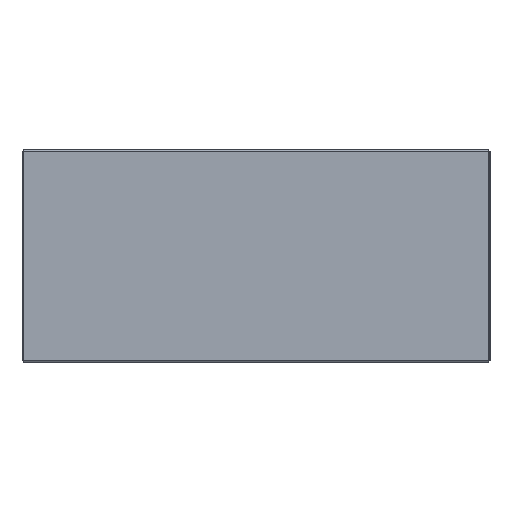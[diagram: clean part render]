
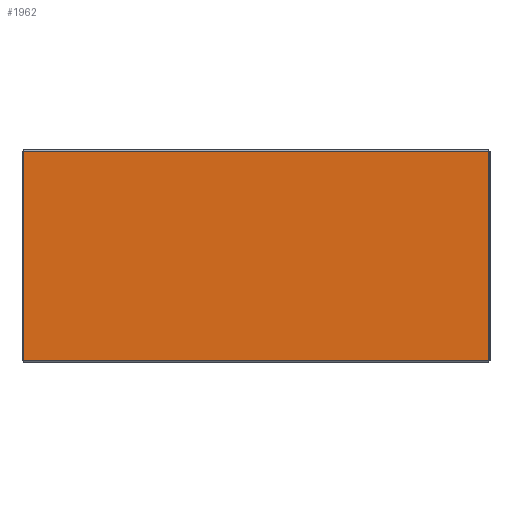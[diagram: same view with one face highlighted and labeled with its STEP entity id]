
A CAD part, front view. The second image highlights one B-rep face of the part: STEP entity #1962.
In plain terms, the highlighted planar face has unit normal (0, -1, 0).
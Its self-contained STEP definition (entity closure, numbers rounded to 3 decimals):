
#143 = EDGE_CURVE ( 'NONE', #1777, #523, #2142, .T. ) ;
#307 = EDGE_CURVE ( 'NONE', #2366, #1354, #314, .T. ) ;
#314 = LINE ( 'NONE', #2213, #670 ) ;
#509 = DIRECTION ( 'NONE',  ( 0., 0., 1. ) ) ;
#520 = ORIENTED_EDGE ( 'NONE', *, *, #1295, .F. ) ;
#523 = VERTEX_POINT ( 'NONE', #1880 ) ;
#578 = ORIENTED_EDGE ( 'NONE', *, *, #143, .F. ) ;
#670 = VECTOR ( 'NONE', #2423, 1000. ) ;
#901 = PLANE ( 'NONE',  #2496 ) ;
#977 = CARTESIAN_POINT ( 'NONE',  ( 353., -1.2, 157.8 ) ) ;
#996 = LINE ( 'NONE', #977, #1558 ) ;
#1033 = FACE_OUTER_BOUND ( 'NONE', #2128, .T. ) ;
#1047 = CARTESIAN_POINT ( 'NONE',  ( -350.8, -1.2, 157.8 ) ) ;
#1051 = VECTOR ( 'NONE', #1864, 1000. ) ;
#1178 = LINE ( 'NONE', #2482, #1051 ) ;
#1288 = CARTESIAN_POINT ( 'NONE',  ( 0., -1.2, 0. ) ) ;
#1295 = EDGE_CURVE ( 'NONE', #523, #2366, #1178, .T. ) ;
#1326 = DIRECTION ( 'NONE',  ( 0., 0., -1. ) ) ;
#1354 = VERTEX_POINT ( 'NONE', #1047 ) ;
#1409 = CARTESIAN_POINT ( 'NONE',  ( 350.8, -1.2, 157.8 ) ) ;
#1499 = CARTESIAN_POINT ( 'NONE',  ( 350.8, -1.2, 157.8 ) ) ;
#1507 = CARTESIAN_POINT ( 'NONE',  ( -350.8, -1.2, -157.8 ) ) ;
#1558 = VECTOR ( 'NONE', #2618, 1000. ) ;
#1580 = VECTOR ( 'NONE', #1326, 1000. ) ;
#1685 = EDGE_CURVE ( 'NONE', #1354, #1777, #996, .T. ) ;
#1777 = VERTEX_POINT ( 'NONE', #1409 ) ;
#1864 = DIRECTION ( 'NONE',  ( -1., 0., 0. ) ) ;
#1880 = CARTESIAN_POINT ( 'NONE',  ( 350.8, -1.2, -157.8 ) ) ;
#1962 = ADVANCED_FACE ( 'NONE', ( #1033 ), #901, .F. ) ;
#2015 = ORIENTED_EDGE ( 'NONE', *, *, #307, .F. ) ;
#2128 = EDGE_LOOP ( 'NONE', ( #578, #2459, #2015, #520 ) ) ;
#2142 = LINE ( 'NONE', #1499, #1580 ) ;
#2213 = CARTESIAN_POINT ( 'NONE',  ( -350.8, -1.2, -157.8 ) ) ;
#2331 = DIRECTION ( 'NONE',  ( 0., 1., 0. ) ) ;
#2366 = VERTEX_POINT ( 'NONE', #1507 ) ;
#2423 = DIRECTION ( 'NONE',  ( 0., 0., 1. ) ) ;
#2459 = ORIENTED_EDGE ( 'NONE', *, *, #1685, .F. ) ;
#2482 = CARTESIAN_POINT ( 'NONE',  ( 353., -1.2, -157.8 ) ) ;
#2496 = AXIS2_PLACEMENT_3D ( 'NONE', #1288, #2331, #509 ) ;
#2618 = DIRECTION ( 'NONE',  ( 1., 0., 0. ) ) ;
